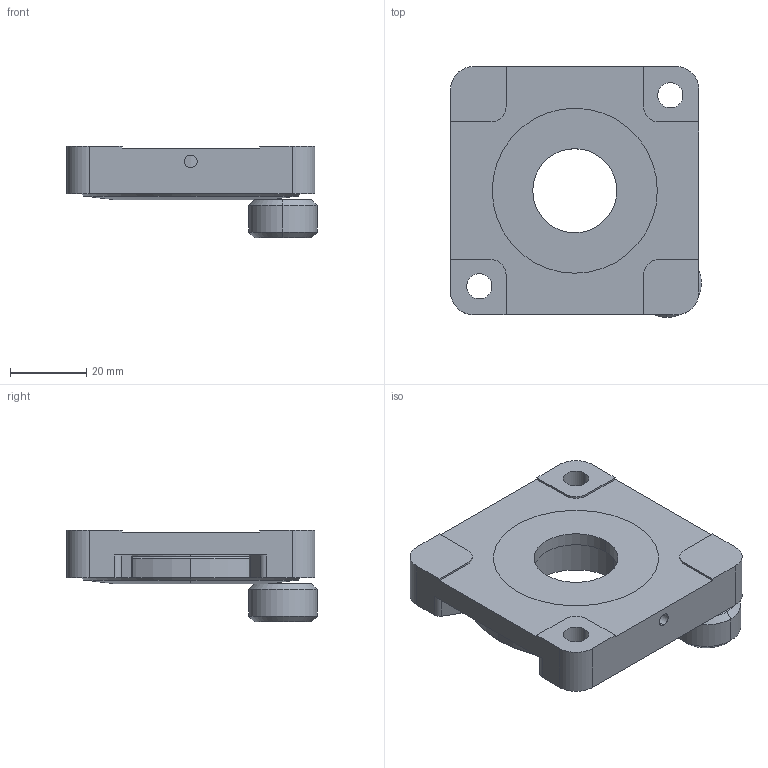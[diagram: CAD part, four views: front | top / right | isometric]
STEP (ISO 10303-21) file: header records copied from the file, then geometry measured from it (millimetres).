
FILE_DESCRIPTION (( 'STEP AP203' ), '1' );
FILE_NAME ('GCM-1109M-装配-01.STEP', '2015-12-02T02:13:33', ( '微软用户' ), ( '微软中国' ), 'SwSTEP 2.0', 'SolidWorks 2010', '' );
FILE_SCHEMA (( 'CONFIG_CONTROL_DESIGN' ));
Length unit declared in the file: millimetre
Products named in the file (1): GCM-1109M-蚾饜-01
Bounding box: 65.63 x 65.63 x 24 mm (x, y, z)
Surface area: 18187.3 mm2 (no closed solid volume)
Topology: 0 solids, 4 shells, 88 faces, 234 edges, 154 vertices
Faces by surface type: cylinder 44, plane 32, cone 12
Entity records: 2848 total; most frequent: DIRECTION 518, CARTESIAN_POINT 477, ORIENTED_EDGE 444, EDGE_CURVE 234, AXIS2_PLACEMENT_3D 195, VERTEX_POINT 154, VECTOR 128, LINE 128
